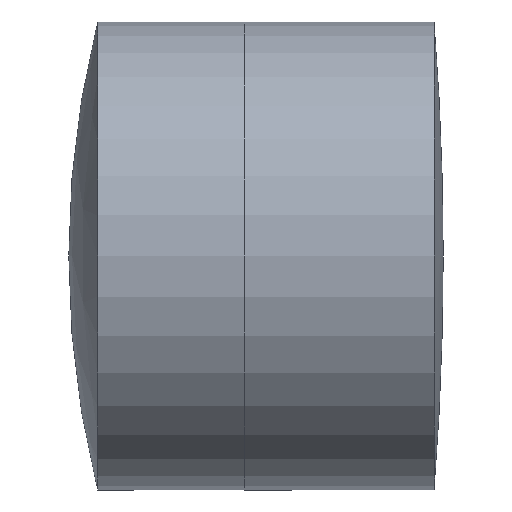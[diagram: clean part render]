
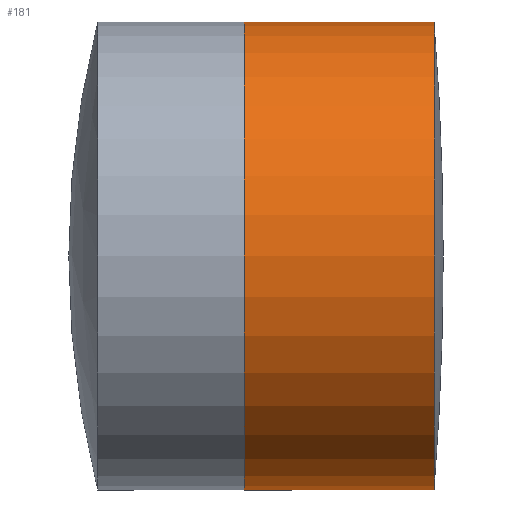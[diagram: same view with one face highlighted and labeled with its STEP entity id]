
A CAD part, front view. The second image highlights one B-rep face of the part: STEP entity #181.
In plain terms, the highlighted cylindrical face has radius 2.5 mm (diameter 5 mm), a partial arc.
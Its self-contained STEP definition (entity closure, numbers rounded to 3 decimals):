
#4 = EDGE_CURVE ( 'NONE', #38, #26, #173, .T. ) ;
#9 = EDGE_CURVE ( 'NONE', #234, #38, #161, .T. ) ;
#26 = VERTEX_POINT ( 'NONE', #187 ) ;
#38 = VERTEX_POINT ( 'NONE', #176 ) ;
#65 = CARTESIAN_POINT ( 'NONE',  ( -0.552, 0., -2.5 ) ) ;
#66 = ORIENTED_EDGE ( 'NONE', *, *, #4, .T. ) ;
#72 = AXIS2_PLACEMENT_3D ( 'NONE', #139, #337, #141 ) ;
#75 = CARTESIAN_POINT ( 'NONE',  ( -0.552, 0., 2.5 ) ) ;
#82 = CIRCLE ( 'NONE', #72, 2.5 ) ;
#104 = EDGE_LOOP ( 'NONE', ( #252, #168, #66, #120 ) ) ;
#120 = ORIENTED_EDGE ( 'NONE', *, *, #222, .F. ) ;
#121 = CARTESIAN_POINT ( 'NONE',  ( 264.835, 0., -2.5 ) ) ;
#125 = DIRECTION ( 'NONE',  ( 0., 0., 1. ) ) ;
#126 = CARTESIAN_POINT ( 'NONE',  ( 264.835, 0., 0. ) ) ;
#139 = CARTESIAN_POINT ( 'NONE',  ( 262.809, 0., 0. ) ) ;
#141 = DIRECTION ( 'NONE',  ( 0., 0., 1. ) ) ;
#144 = DIRECTION ( 'NONE',  ( -1., 0., 0. ) ) ;
#150 = VECTOR ( 'NONE', #272, 1000. ) ;
#161 = CIRCLE ( 'NONE', #310, 2.5 ) ;
#163 = DIRECTION ( 'NONE',  ( -1., 0., 0. ) ) ;
#166 = AXIS2_PLACEMENT_3D ( 'NONE', #172, #144, #312 ) ;
#167 = CYLINDRICAL_SURFACE ( 'NONE', #166, 2.5 ) ;
#168 = ORIENTED_EDGE ( 'NONE', *, *, #9, .T. ) ;
#172 = CARTESIAN_POINT ( 'NONE',  ( -0.552, 0., 0. ) ) ;
#173 = LINE ( 'NONE', #75, #150 ) ;
#176 = CARTESIAN_POINT ( 'NONE',  ( 264.835, 0., 2.5 ) ) ;
#181 = ADVANCED_FACE ( 'NONE', ( #334 ), #167, .T. ) ;
#187 = CARTESIAN_POINT ( 'NONE',  ( 262.809, 0., 2.5 ) ) ;
#201 = VERTEX_POINT ( 'NONE', #250 ) ;
#218 = EDGE_CURVE ( 'NONE', #234, #201, #257, .T. ) ;
#222 = EDGE_CURVE ( 'NONE', #201, #26, #82, .T. ) ;
#234 = VERTEX_POINT ( 'NONE', #121 ) ;
#244 = VECTOR ( 'NONE', #260, 1000. ) ;
#250 = CARTESIAN_POINT ( 'NONE',  ( 262.809, 0., -2.5 ) ) ;
#252 = ORIENTED_EDGE ( 'NONE', *, *, #218, .F. ) ;
#257 = LINE ( 'NONE', #65, #244 ) ;
#260 = DIRECTION ( 'NONE',  ( -1., 0., 0. ) ) ;
#272 = DIRECTION ( 'NONE',  ( -1., 0., 0. ) ) ;
#310 = AXIS2_PLACEMENT_3D ( 'NONE', #126, #163, #125 ) ;
#312 = DIRECTION ( 'NONE',  ( 0., 0., 1. ) ) ;
#334 = FACE_OUTER_BOUND ( 'NONE', #104, .T. ) ;
#337 = DIRECTION ( 'NONE',  ( -1., 0., 0. ) ) ;
